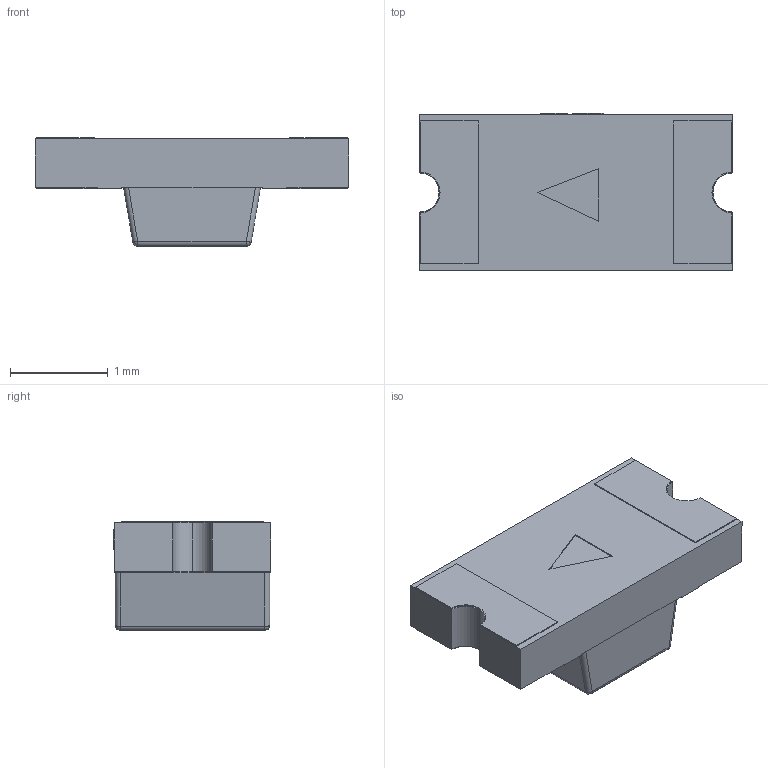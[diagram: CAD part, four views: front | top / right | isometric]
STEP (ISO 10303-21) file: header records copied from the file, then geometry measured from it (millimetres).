
FILE_DESCRIPTION (( 'STEP AP214' ), '1' );
FILE_NAME ('LED-SMD_L3.2-W1.6-RD_ZIR-3216C-19-R15.step', '2022-07-08T12:44:36', ( '' ), ( '' ), 'SwSTEP 2.0', 'SolidWorks 2020', '' );
FILE_SCHEMA (( 'AUTOMOTIVE_DESIGN' ));
Length unit declared in the file: millimetre
Products named in the file (1): LED-SMD_L3.2-W1.6-RD_ZIR-3216C-19-R15
Bounding box: 3.2 x 1.61 x 1.11 mm (x, y, z)
Volume: 3.8 mm3; surface area: 18.4 mm2
Topology: 1 solids, 1 shells, 357 faces, 958 edges, 632 vertices
Faces by surface type: plane 220, bspline 114, cylinder 19, sphere 4
Entity records: 15752 total; most frequent: CARTESIAN_POINT 4318, ORIENTED_EDGE 1908, DIRECTION 1240, EDGE_CURVE 954, LINE 684, VECTOR 684, VERTEX_POINT 632, EDGE_LOOP 390
